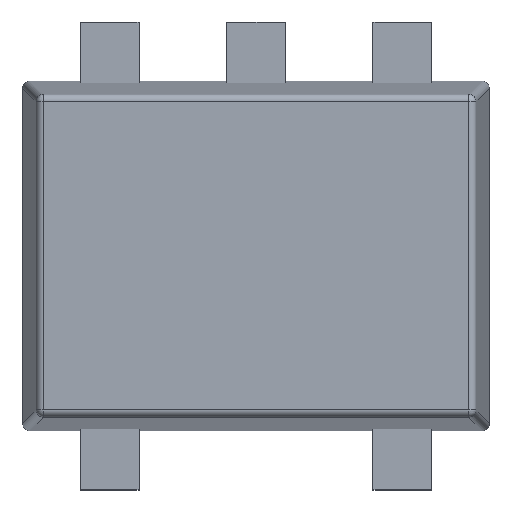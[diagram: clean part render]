
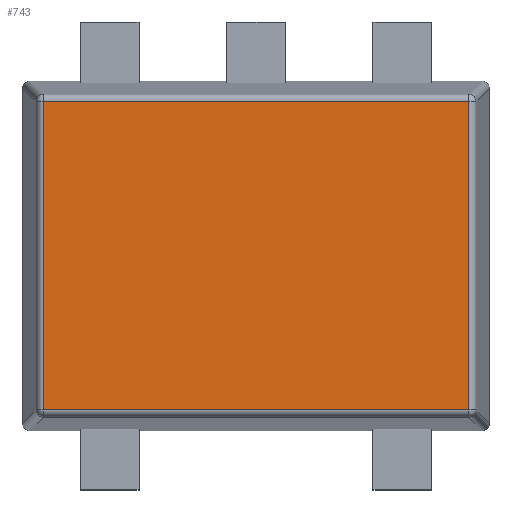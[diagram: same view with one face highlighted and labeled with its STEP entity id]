
A CAD part, top view. The second image highlights one B-rep face of the part: STEP entity #743.
In plain terms, the highlighted planar face has unit normal (0, 0, 1).
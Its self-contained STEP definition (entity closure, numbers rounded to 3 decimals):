
#103=FACE_OUTER_BOUND('',#151,.T.);
#151=EDGE_LOOP('',(#643,#644,#645,#646));
#221=LINE('',#1206,#301);
#225=LINE('',#1222,#305);
#227=LINE('',#1225,#307);
#229=LINE('',#1228,#309);
#301=VECTOR('',#988,10.);
#305=VECTOR('',#1006,10.);
#307=VECTOR('',#1010,10.);
#309=VECTOR('',#1014,10.);
#356=VERTEX_POINT('',#1168);
#361=VERTEX_POINT('',#1181);
#366=VERTEX_POINT('',#1194);
#371=VERTEX_POINT('',#1210);
#453=EDGE_CURVE('',#356,#366,#221,.T.);
#461=EDGE_CURVE('',#366,#371,#225,.T.);
#463=EDGE_CURVE('',#371,#361,#227,.T.);
#465=EDGE_CURVE('',#361,#356,#229,.T.);
#643=ORIENTED_EDGE('',*,*,#453,.F.);
#644=ORIENTED_EDGE('',*,*,#465,.F.);
#645=ORIENTED_EDGE('',*,*,#463,.F.);
#646=ORIENTED_EDGE('',*,*,#461,.F.);
#695=PLANE('',#815);
#743=ADVANCED_FACE('',(#103),#695,.T.);
#815=AXIS2_PLACEMENT_3D('',#1234,#1022,#1023);
#988=DIRECTION('',(0.,1.,0.));
#1006=DIRECTION('',(1.,0.,0.));
#1010=DIRECTION('',(0.,-1.,0.));
#1014=DIRECTION('',(-1.,0.,0.));
#1022=DIRECTION('center_axis',(0.,0.,1.));
#1023=DIRECTION('ref_axis',(1.,0.,0.));
#1168=CARTESIAN_POINT('',(-0.727,-0.527,0.6));
#1181=CARTESIAN_POINT('',(0.727,-0.527,0.6));
#1194=CARTESIAN_POINT('',(-0.727,0.527,0.6));
#1206=CARTESIAN_POINT('',(-0.727,0.275,0.6));
#1210=CARTESIAN_POINT('',(0.727,0.527,0.6));
#1222=CARTESIAN_POINT('',(0.375,0.527,0.6));
#1225=CARTESIAN_POINT('',(0.727,-0.275,0.6));
#1228=CARTESIAN_POINT('',(-0.375,-0.527,0.6));
#1234=CARTESIAN_POINT('Origin',(0.,0.,0.6));
